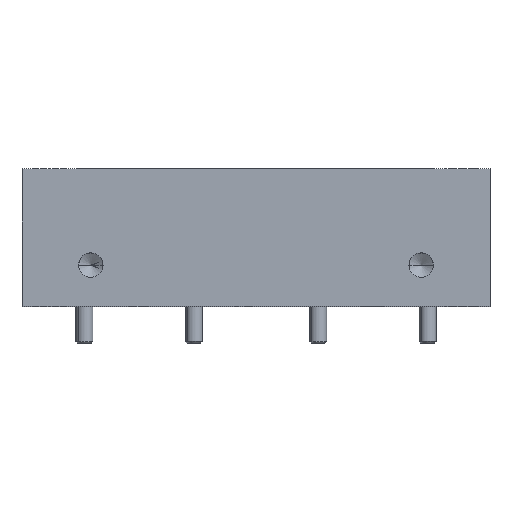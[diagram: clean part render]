
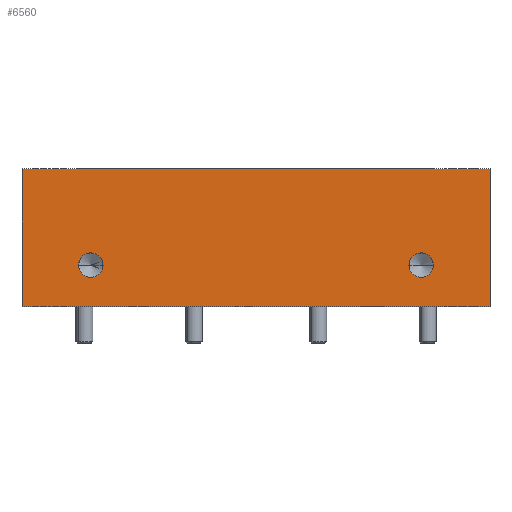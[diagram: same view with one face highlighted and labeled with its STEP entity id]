
A CAD part, top view. The second image highlights one B-rep face of the part: STEP entity #6560.
In plain terms, the highlighted planar face has unit normal (0, 0, 1).
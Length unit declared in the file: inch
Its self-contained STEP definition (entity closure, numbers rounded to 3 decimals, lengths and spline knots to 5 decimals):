
#429 = EDGE_CURVE ( 'NONE', #4093, #10816, #16019, .T. ) ;
#476 = FACE_BOUND ( 'NONE', #5455, .T. ) ;
#586 = ORIENTED_EDGE ( 'NONE', *, *, #9120, .F. ) ;
#634 = FACE_BOUND ( 'NONE', #5370, .T. ) ;
#682 = CARTESIAN_POINT ( 'NONE',  ( 0.85, 0.5, 0.55 ) ) ;
#970 = VECTOR ( 'NONE', #12144, 39.37008 ) ;
#1535 = ORIENTED_EDGE ( 'NONE', *, *, #8056, .F. ) ;
#1897 = CIRCLE ( 'NONE', #2869, 0.0445 ) ;
#1927 = CARTESIAN_POINT ( 'NONE',  ( -0.6, 0.15, 0.55 ) ) ;
#2593 = CARTESIAN_POINT ( 'NONE',  ( -0.6445, 0.15, 0.55 ) ) ;
#2869 = AXIS2_PLACEMENT_3D ( 'NONE', #5507, #5263, #11753 ) ;
#2928 = DIRECTION ( 'NONE',  ( 1., 0., 0. ) ) ;
#3158 = EDGE_CURVE ( 'NONE', #12523, #10816, #16046, .T. ) ;
#3442 = CARTESIAN_POINT ( 'NONE',  ( -0.85, 0., 0.55 ) ) ;
#3982 = DIRECTION ( 'NONE',  ( 1., 0., 0. ) ) ;
#4040 = DIRECTION ( 'NONE',  ( 0., 0., 1. ) ) ;
#4093 = VERTEX_POINT ( 'NONE', #12819 ) ;
#4256 = DIRECTION ( 'NONE',  ( 0., 0., -1. ) ) ;
#4420 = CARTESIAN_POINT ( 'NONE',  ( 0.85, 0.5, 0.55 ) ) ;
#4581 = CIRCLE ( 'NONE', #14468, 0.0445 ) ;
#4695 = VERTEX_POINT ( 'NONE', #2593 ) ;
#4988 = EDGE_CURVE ( 'NONE', #8154, #4695, #4581, .T. ) ;
#5045 = ORIENTED_EDGE ( 'NONE', *, *, #10328, .T. ) ;
#5177 = CARTESIAN_POINT ( 'NONE',  ( -0.85, 0.5, 0.55 ) ) ;
#5263 = DIRECTION ( 'NONE',  ( 0., 0., 1. ) ) ;
#5370 = EDGE_LOOP ( 'NONE', ( #6659, #1535 ) ) ;
#5452 = AXIS2_PLACEMENT_3D ( 'NONE', #4420, #4256, #7069 ) ;
#5455 = EDGE_LOOP ( 'NONE', ( #7798, #586 ) ) ;
#5507 = CARTESIAN_POINT ( 'NONE',  ( 0.6, 0.15, 0.55 ) ) ;
#5509 = VERTEX_POINT ( 'NONE', #16373 ) ;
#5551 = ORIENTED_EDGE ( 'NONE', *, *, #3158, .T. ) ;
#5680 = FACE_OUTER_BOUND ( 'NONE', #9502, .T. ) ;
#6560 = ADVANCED_FACE ( 'NONE', ( #634, #476, #5680 ), #9331, .F. ) ;
#6659 = ORIENTED_EDGE ( 'NONE', *, *, #4988, .F. ) ;
#6901 = VECTOR ( 'NONE', #15135, 39.37008 ) ;
#7039 = DIRECTION ( 'NONE',  ( 1., 0., 0. ) ) ;
#7069 = DIRECTION ( 'NONE',  ( -1., 0., 0. ) ) ;
#7137 = CARTESIAN_POINT ( 'NONE',  ( -0.5555, 0.15, 0.55 ) ) ;
#7152 = AXIS2_PLACEMENT_3D ( 'NONE', #14189, #14440, #10300 ) ;
#7370 = ORIENTED_EDGE ( 'NONE', *, *, #429, .F. ) ;
#7676 = AXIS2_PLACEMENT_3D ( 'NONE', #14381, #4040, #2928 ) ;
#7798 = ORIENTED_EDGE ( 'NONE', *, *, #14831, .F. ) ;
#8056 = EDGE_CURVE ( 'NONE', #4695, #8154, #11135, .T. ) ;
#8154 = VERTEX_POINT ( 'NONE', #7137 ) ;
#8293 = VECTOR ( 'NONE', #3982, 39.37008 ) ;
#8810 = CARTESIAN_POINT ( 'NONE',  ( 0.85, 0., 0.55 ) ) ;
#8928 = LINE ( 'NONE', #5177, #6901 ) ;
#9101 = VERTEX_POINT ( 'NONE', #10586 ) ;
#9120 = EDGE_CURVE ( 'NONE', #9101, #12807, #10334, .T. ) ;
#9331 = PLANE ( 'NONE',  #5452 ) ;
#9502 = EDGE_LOOP ( 'NONE', ( #5551, #7370, #14792, #5045 ) ) ;
#9508 = CARTESIAN_POINT ( 'NONE',  ( 0.6445, 0.15, 0.55 ) ) ;
#10300 = DIRECTION ( 'NONE',  ( 1., 0., 0. ) ) ;
#10328 = EDGE_CURVE ( 'NONE', #5509, #12523, #8928, .T. ) ;
#10334 = CIRCLE ( 'NONE', #7676, 0.0445 ) ;
#10586 = CARTESIAN_POINT ( 'NONE',  ( 0.5555, 0.15, 0.55 ) ) ;
#10816 = VERTEX_POINT ( 'NONE', #12604 ) ;
#11135 = CIRCLE ( 'NONE', #7152, 0.0445 ) ;
#11281 = CARTESIAN_POINT ( 'NONE',  ( 0.85, 0.5, 0.55 ) ) ;
#11466 = VECTOR ( 'NONE', #16413, 39.37008 ) ;
#11753 = DIRECTION ( 'NONE',  ( 1., 0., 0. ) ) ;
#12144 = DIRECTION ( 'NONE',  ( 0., -1., 0. ) ) ;
#12310 = DIRECTION ( 'NONE',  ( 0., 0., 1. ) ) ;
#12523 = VERTEX_POINT ( 'NONE', #3442 ) ;
#12604 = CARTESIAN_POINT ( 'NONE',  ( 0.85, 0., 0.55 ) ) ;
#12698 = LINE ( 'NONE', #11281, #11466 ) ;
#12807 = VERTEX_POINT ( 'NONE', #9508 ) ;
#12819 = CARTESIAN_POINT ( 'NONE',  ( 0.85, 0.5, 0.55 ) ) ;
#14002 = EDGE_CURVE ( 'NONE', #5509, #4093, #12698, .T. ) ;
#14189 = CARTESIAN_POINT ( 'NONE',  ( -0.6, 0.15, 0.55 ) ) ;
#14381 = CARTESIAN_POINT ( 'NONE',  ( 0.6, 0.15, 0.55 ) ) ;
#14440 = DIRECTION ( 'NONE',  ( 0., 0., 1. ) ) ;
#14468 = AXIS2_PLACEMENT_3D ( 'NONE', #1927, #12310, #7039 ) ;
#14792 = ORIENTED_EDGE ( 'NONE', *, *, #14002, .F. ) ;
#14831 = EDGE_CURVE ( 'NONE', #12807, #9101, #1897, .T. ) ;
#15135 = DIRECTION ( 'NONE',  ( 0., -1., 0. ) ) ;
#16019 = LINE ( 'NONE', #682, #970 ) ;
#16046 = LINE ( 'NONE', #8810, #8293 ) ;
#16373 = CARTESIAN_POINT ( 'NONE',  ( -0.85, 0.5, 0.55 ) ) ;
#16413 = DIRECTION ( 'NONE',  ( 1., 0., 0. ) ) ;
